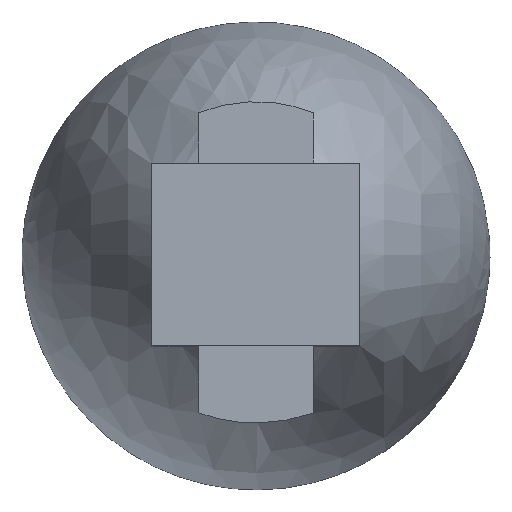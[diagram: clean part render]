
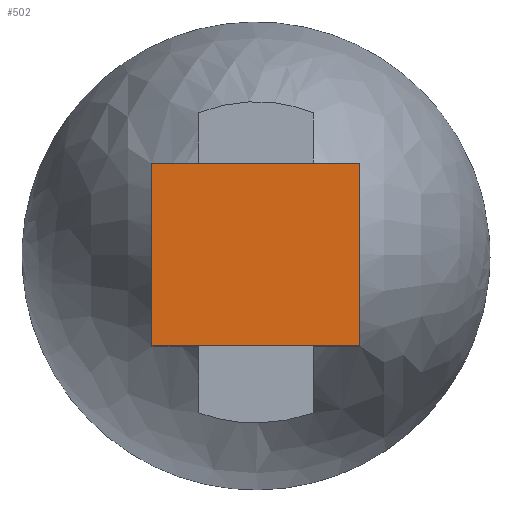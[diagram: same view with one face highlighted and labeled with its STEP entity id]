
A CAD part, top view. The second image highlights one B-rep face of the part: STEP entity #502.
In plain terms, the highlighted planar face has unit normal (0, 0, 1).
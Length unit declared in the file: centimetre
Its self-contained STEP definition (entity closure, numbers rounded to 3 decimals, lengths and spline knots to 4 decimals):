
#50=FACE_OUTER_BOUND($,#76,.T.);
#76=EDGE_LOOP($,(#403,#404,#405,#406));
#110=LINE($,#830,#166);
#116=LINE($,#851,#172);
#124=LINE($,#874,#180);
#130=LINE($,#900,#186);
#166=VECTOR($,#585,3.5);
#172=VECTOR($,#593,4.);
#180=VECTOR($,#607,4.);
#186=VECTOR($,#617,3.5);
#216=VERTEX_POINT($,#827);
#217=VERTEX_POINT($,#829);
#223=VERTEX_POINT($,#849);
#231=VERTEX_POINT($,#873);
#273=EDGE_CURVE($,#216,#217,#110,.T.);
#281=EDGE_CURVE($,#216,#223,#116,.T.);
#290=EDGE_CURVE($,#217,#231,#124,.T.);
#298=EDGE_CURVE($,#231,#223,#130,.T.);
#403=ORIENTED_EDGE($,*,*,#281,.T.);
#404=ORIENTED_EDGE($,*,*,#298,.F.);
#405=ORIENTED_EDGE($,*,*,#290,.F.);
#406=ORIENTED_EDGE($,*,*,#273,.F.);
#479=PLANE($,#530);
#502=ADVANCED_FACE($,(#50),#479,.F.);
#530=AXIS2_PLACEMENT_3D($,#901,#618,#619);
#585=DIRECTION($,(0.,-1.,0.));
#593=DIRECTION($,(-1.,0.,0.));
#607=DIRECTION($,(-1.,0.,0.));
#617=DIRECTION($,(0.,1.,0.));
#618=DIRECTION('center_axis',(0.,0.,
-1.));
#619=DIRECTION('ref_axis',(1.,0.,0.));
#827=CARTESIAN_POINT('',(-2.5,6.2642,14.0236));
#829=CARTESIAN_POINT('',(-2.5,2.7642,14.0236));
#830=CARTESIAN_POINT($,(-2.5,4.5142,14.0236));
#849=CARTESIAN_POINT('',(-6.5,6.2642,14.0236));
#851=CARTESIAN_POINT($,(-4.5,6.2642,14.0236));
#873=CARTESIAN_POINT('',(-6.5,2.7642,14.0236));
#874=CARTESIAN_POINT($,(-4.5,2.7642,14.0236));
#900=CARTESIAN_POINT($,(-6.5,4.5142,14.0236));
#901=CARTESIAN_POINT('Origin',(-4.5,4.5142,14.0236));
